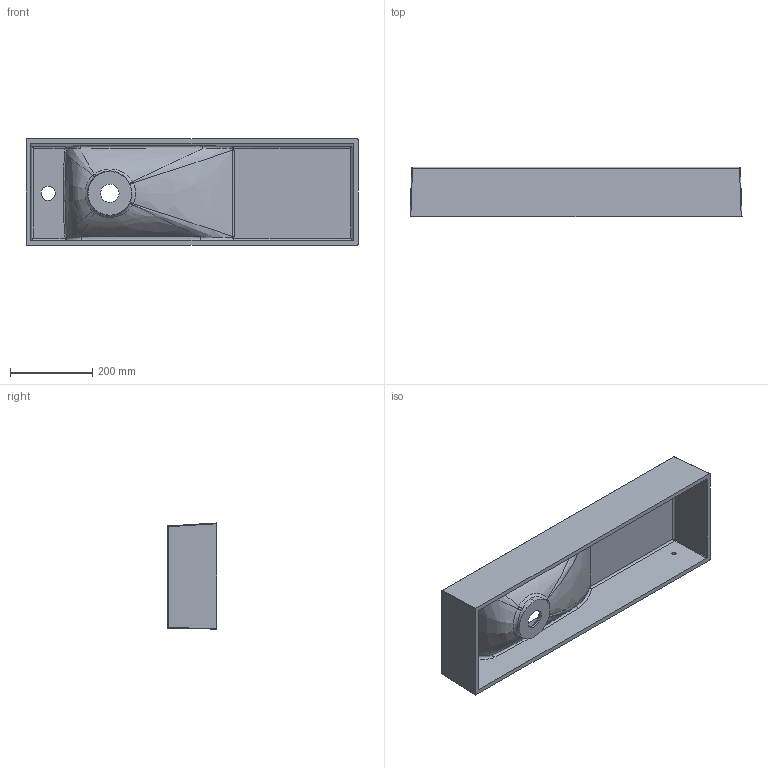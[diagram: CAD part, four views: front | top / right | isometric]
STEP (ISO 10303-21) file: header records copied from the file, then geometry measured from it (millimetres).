
FILE_DESCRIPTION (( 'STEP AP214' ), '1' );
FILE_NAME ('Trill L.STEP', '2019-12-02T08:37:12', ( '' ), ( '' ), 'SwSTEP 2.0', 'SolidWorks 2018', '' );
FILE_SCHEMA (( 'AUTOMOTIVE_DESIGN' ));
Length unit declared in the file: millimetre
Products named in the file (1): Trill L
Bounding box: 808.38 x 120 x 258.39 mm (x, y, z)
Volume: 4853430.4 mm3; surface area: 920950.8 mm2
Topology: 1 solids, 1 shells, 104 faces, 246 edges, 134 vertices
Faces by surface type: bspline 52, cylinder 26, plane 14, sphere 8, cone 4
Entity records: 12486 total; most frequent: CARTESIAN_POINT 10555, ORIENTED_EDGE 468, DIRECTION 290, EDGE_CURVE 234, VERTEX_POINT 134, AXIS2_PLACEMENT_3D 117, EDGE_LOOP 114, FACE_OUTER_BOUND 104
